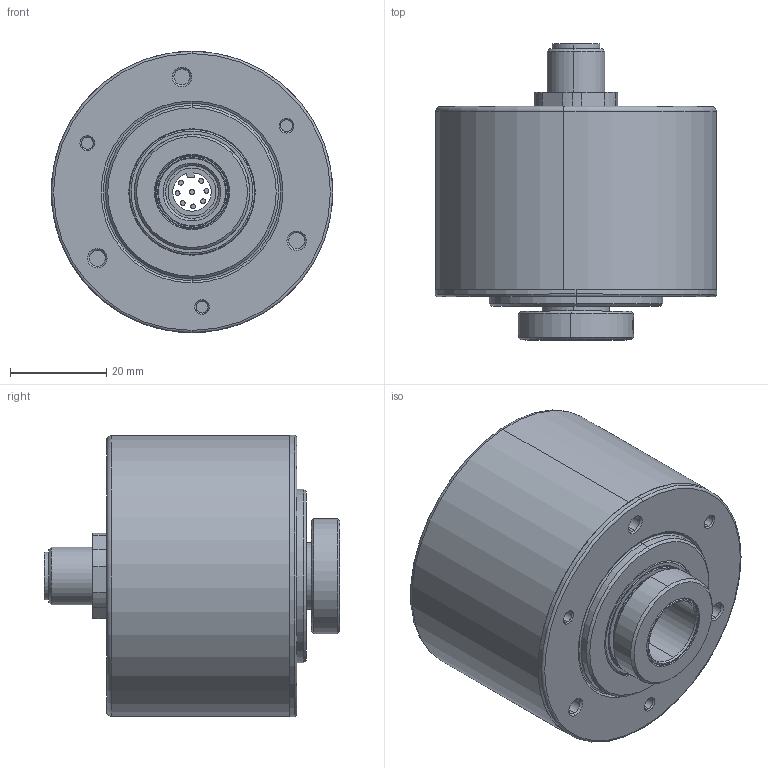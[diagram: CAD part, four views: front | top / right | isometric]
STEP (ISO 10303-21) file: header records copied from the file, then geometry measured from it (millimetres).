
FILE_DESCRIPTION (( 'STEP AP203' ), '1' );
FILE_NAME ('M162.STEP', '2021-10-22T07:32:31', ( '' ), ( '' ), 'SwSTEP 2.0', 'SolidWorks 2020', '' );
FILE_SCHEMA (( 'CONFIG_CONTROL_DESIGN' ));
Length unit declared in the file: millimetre
Products named in the file (1): M162
Bounding box: 58.5 x 61.5 x 58.5 mm (x, y, z)
Surface area: 16557.8 mm2 (no closed solid volume)
Topology: 0 solids, 17 shells, 145 faces, 363 edges, 241 vertices
Faces by surface type: cylinder 60, plane 41, cone 32, torus 12
Entity records: 4636 total; most frequent: CARTESIAN_POINT 1026, DIRECTION 818, ORIENTED_EDGE 621, EDGE_CURVE 363, AXIS2_PLACEMENT_3D 337, VERTEX_POINT 241, CIRCLE 191, EDGE_LOOP 168
